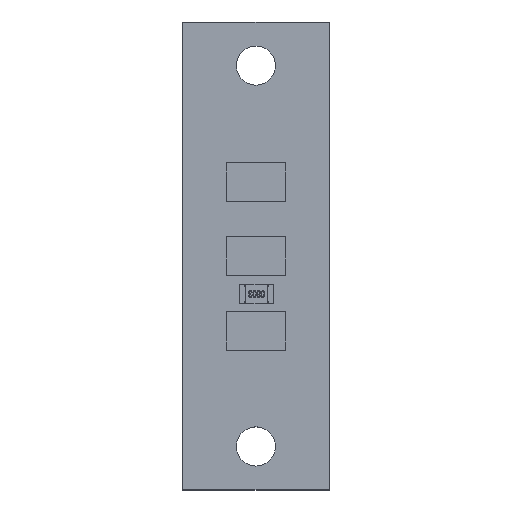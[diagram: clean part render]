
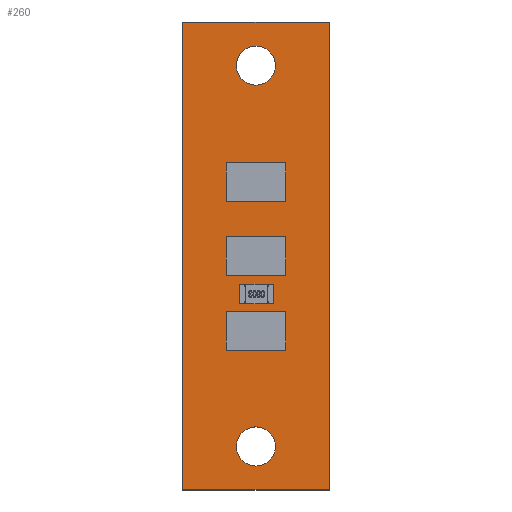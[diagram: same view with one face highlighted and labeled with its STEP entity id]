
A CAD part, top view. The second image highlights one B-rep face of the part: STEP entity #260.
In plain terms, the highlighted planar face has unit normal (0, 0, 1).
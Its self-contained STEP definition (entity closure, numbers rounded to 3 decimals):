
#59 = VERTEX_POINT('',#60);
#60 = CARTESIAN_POINT('',(0.,-21.514,0.));
#66 = EDGE_CURVE('',#59,#67,#69,.T.);
#67 = VERTEX_POINT('',#68);
#68 = CARTESIAN_POINT('',(0.,0.,0.));
#69 = LINE('',#70,#71);
#70 = CARTESIAN_POINT('',(0.,-21.514,0.));
#71 = VECTOR('',#72,1.);
#72 = DIRECTION('',(0.,1.,0.));
#97 = EDGE_CURVE('',#67,#98,#100,.T.);
#98 = VERTEX_POINT('',#99);
#99 = CARTESIAN_POINT('',(6.753,0.,0.));
#100 = LINE('',#101,#102);
#101 = CARTESIAN_POINT('',(0.,0.,0.));
#102 = VECTOR('',#103,1.);
#103 = DIRECTION('',(1.,0.,0.));
#128 = EDGE_CURVE('',#98,#129,#131,.T.);
#129 = VERTEX_POINT('',#130);
#130 = CARTESIAN_POINT('',(6.753,-21.514,0.));
#131 = LINE('',#132,#133);
#132 = CARTESIAN_POINT('',(6.753,0.,0.));
#133 = VECTOR('',#134,1.);
#134 = DIRECTION('',(0.,-1.,0.));
#159 = EDGE_CURVE('',#129,#59,#160,.T.);
#160 = LINE('',#161,#162);
#161 = CARTESIAN_POINT('',(6.753,-21.514,0.));
#162 = VECTOR('',#163,1.);
#163 = DIRECTION('',(-1.,0.,0.));
#183 = VERTEX_POINT('',#184);
#184 = CARTESIAN_POINT('',(4.275,-2.004,0.));
#190 = EDGE_CURVE('',#183,#183,#191,.T.);
#191 = CIRCLE('',#192,0.9);
#192 = AXIS2_PLACEMENT_3D('',#193,#194,#195);
#193 = CARTESIAN_POINT('',(3.375,-2.004,0.));
#194 = DIRECTION('',(0.,0.,1.));
#195 = DIRECTION('',(1.,0.,0.));
#216 = VERTEX_POINT('',#217);
#217 = CARTESIAN_POINT('',(4.275,-19.514,0.));
#223 = EDGE_CURVE('',#216,#216,#224,.T.);
#224 = CIRCLE('',#225,0.9);
#225 = AXIS2_PLACEMENT_3D('',#226,#227,#228);
#226 = CARTESIAN_POINT('',(3.375,-19.514,0.));
#227 = DIRECTION('',(0.,0.,1.));
#228 = DIRECTION('',(1.,0.,0.));
#260 = ADVANCED_FACE('',(#261,#267,#270),#273,.T.);
#261 = FACE_BOUND('',#262,.F.);
#262 = EDGE_LOOP('',(#263,#264,#265,#266));
#263 = ORIENTED_EDGE('',*,*,#66,.T.);
#264 = ORIENTED_EDGE('',*,*,#97,.T.);
#265 = ORIENTED_EDGE('',*,*,#128,.T.);
#266 = ORIENTED_EDGE('',*,*,#159,.T.);
#267 = FACE_BOUND('',#268,.T.);
#268 = EDGE_LOOP('',(#269));
#269 = ORIENTED_EDGE('',*,*,#190,.F.);
#270 = FACE_BOUND('',#271,.T.);
#271 = EDGE_LOOP('',(#272));
#272 = ORIENTED_EDGE('',*,*,#223,.F.);
#273 = PLANE('',#274);
#274 = AXIS2_PLACEMENT_3D('',#275,#276,#277);
#275 = CARTESIAN_POINT('',(0.,-21.514,0.));
#276 = DIRECTION('',(0.,0.,1.));
#277 = DIRECTION('',(1.,0.,0.));
